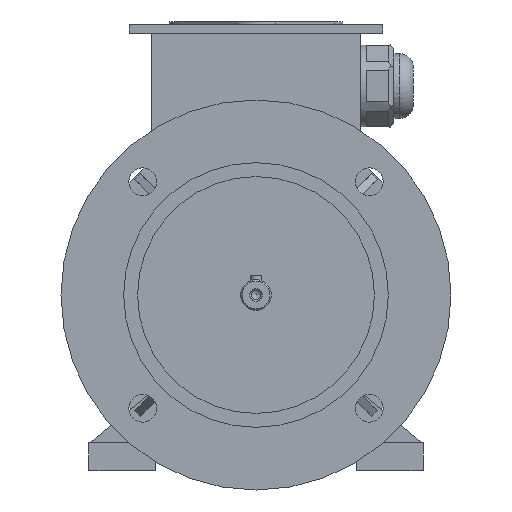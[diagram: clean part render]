
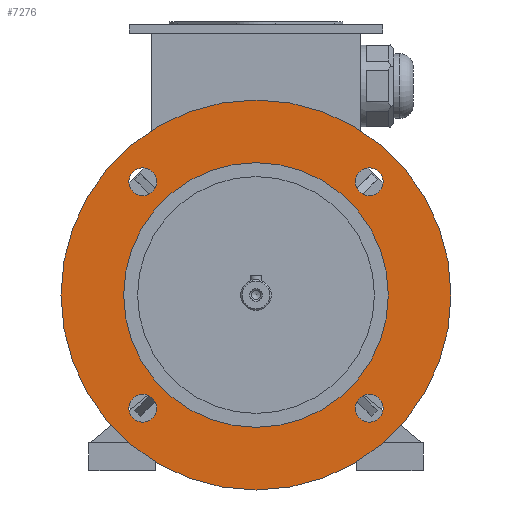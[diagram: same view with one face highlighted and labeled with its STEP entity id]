
A CAD part, front view. The second image highlights one B-rep face of the part: STEP entity #7276.
In plain terms, the highlighted planar face has unit normal (0, -1, 0).
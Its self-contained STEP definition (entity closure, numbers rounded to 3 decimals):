
#198=CIRCLE('',#7577,5.);
#200=CIRCLE('',#7580,5.);
#202=CIRCLE('',#7583,5.);
#207=CIRCLE('',#7590,47.5);
#211=CIRCLE('',#7597,70.);
#212=CIRCLE('',#7599,5.);
#454=ORIENTED_EDGE('',*,*,#2006,.F.);
#455=ORIENTED_EDGE('',*,*,#2008,.F.);
#456=ORIENTED_EDGE('',*,*,#2010,.F.);
#457=ORIENTED_EDGE('',*,*,#2020,.F.);
#458=ORIENTED_EDGE('',*,*,#2019,.F.);
#459=ORIENTED_EDGE('',*,*,#2015,.T.);
#2006=EDGE_CURVE('',#2792,#2792,#198,.T.);
#2008=EDGE_CURVE('',#2794,#2794,#200,.T.);
#2010=EDGE_CURVE('',#2796,#2796,#202,.T.);
#2015=EDGE_CURVE('',#2801,#2801,#207,.T.);
#2019=EDGE_CURVE('',#2805,#2805,#211,.T.);
#2020=EDGE_CURVE('',#2806,#2806,#212,.T.);
#2792=VERTEX_POINT('',#9728);
#2794=VERTEX_POINT('',#9733);
#2796=VERTEX_POINT('',#9738);
#2801=VERTEX_POINT('',#9750);
#2805=VERTEX_POINT('',#9761);
#2806=VERTEX_POINT('',#9764);
#4313=EDGE_LOOP('',(#454));
#4314=EDGE_LOOP('',(#455));
#4315=EDGE_LOOP('',(#456));
#4316=EDGE_LOOP('',(#457));
#4317=EDGE_LOOP('',(#458));
#4318=EDGE_LOOP('',(#459));
#4666=FACE_BOUND('',#4313,.T.);
#4667=FACE_BOUND('',#4314,.T.);
#4668=FACE_BOUND('',#4315,.T.);
#4669=FACE_BOUND('',#4316,.T.);
#4670=FACE_BOUND('',#4317,.T.);
#4671=FACE_BOUND('',#4318,.T.);
#5000=PLANE('',#7598);
#7276=ADVANCED_FACE('',(#4666,#4667,#4668,#4669,#4670,#4671),#5000,.F.);
#7577=AXIS2_PLACEMENT_3D('',#9727,#8145,#8146);
#7580=AXIS2_PLACEMENT_3D('',#9732,#8151,#8152);
#7583=AXIS2_PLACEMENT_3D('',#9737,#8157,#8158);
#7590=AXIS2_PLACEMENT_3D('',#9749,#8171,#8172);
#7597=AXIS2_PLACEMENT_3D('',#9760,#8185,#8186);
#7598=AXIS2_PLACEMENT_3D('',#9762,#8187,#8188);
#7599=AXIS2_PLACEMENT_3D('',#9763,#8189,#8190);
#8145=DIRECTION('',(0.,-1.,0.));
#8146=DIRECTION('',(0.,0.,1.));
#8151=DIRECTION('',(0.,-1.,0.));
#8152=DIRECTION('',(-1.,0.,0.));
#8157=DIRECTION('',(0.,-1.,0.));
#8158=DIRECTION('',(0.,0.,-1.));
#8171=DIRECTION('',(0.,1.,0.));
#8172=DIRECTION('',(0.,0.,1.));
#8185=DIRECTION('',(0.,1.,0.));
#8186=DIRECTION('',(1.,0.,0.));
#8187=DIRECTION('',(0.,1.,0.));
#8188=DIRECTION('',(0.,0.,1.));
#8189=DIRECTION('',(0.,-1.,0.));
#8190=DIRECTION('',(1.,0.,0.));
#9727=CARTESIAN_POINT('',(-40.659,-21.,-40.659));
#9728=CARTESIAN_POINT('',(-40.659,-21.,-35.659));
#9732=CARTESIAN_POINT('',(40.659,-21.,-40.659));
#9733=CARTESIAN_POINT('',(35.659,-21.,-40.659));
#9737=CARTESIAN_POINT('',(40.659,-21.,40.659));
#9738=CARTESIAN_POINT('',(40.659,-21.,35.659));
#9749=CARTESIAN_POINT('',(0.,-21.,0.));
#9750=CARTESIAN_POINT('',(0.,-21.,47.5));
#9760=CARTESIAN_POINT('',(0.,-21.,0.));
#9761=CARTESIAN_POINT('',(70.,-21.,0.));
#9762=CARTESIAN_POINT('',(0.,-21.,0.));
#9763=CARTESIAN_POINT('',(-40.659,-21.,40.659));
#9764=CARTESIAN_POINT('',(-35.659,-21.,40.659));
